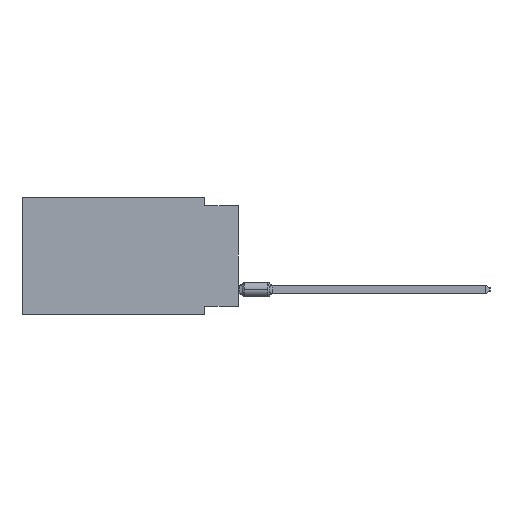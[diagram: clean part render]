
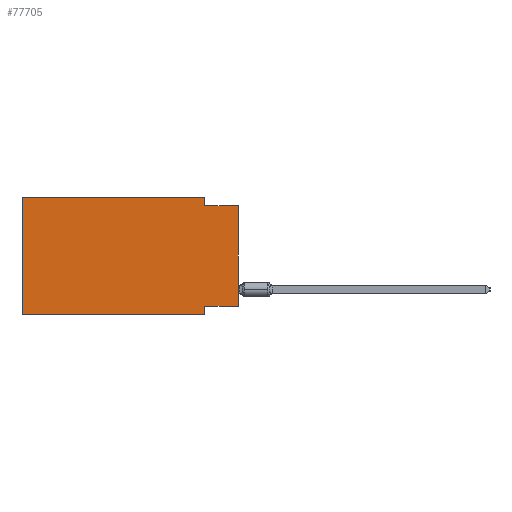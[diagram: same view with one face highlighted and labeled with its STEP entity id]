
A CAD part, left-side view. The second image highlights one B-rep face of the part: STEP entity #77705.
In plain terms, the highlighted planar face has unit normal (-1, 0, 0).
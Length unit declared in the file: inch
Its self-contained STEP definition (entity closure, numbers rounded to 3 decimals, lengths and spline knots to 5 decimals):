
#102 = CARTESIAN_POINT ( 'NONE',  ( 0., 0.645, 0. ) ) ;
#165 = LINE ( 'NONE', #51314, #27149 ) ;
#552 = ORIENTED_EDGE ( 'NONE', *, *, #48083, .T. ) ;
#1057 = VECTOR ( 'NONE', #80650, 39.37008 ) ;
#3262 = DIRECTION ( 'NONE',  ( 0., -1., 0. ) ) ;
#4616 = LINE ( 'NONE', #52734, #12119 ) ;
#4916 = DIRECTION ( 'NONE',  ( 0., 0., -1. ) ) ;
#5657 = CARTESIAN_POINT ( 'NONE',  ( 0., 0.1, 0. ) ) ;
#6489 = FACE_OUTER_BOUND ( 'NONE', #8304, .T. ) ;
#7745 = VERTEX_POINT ( 'NONE', #58806 ) ;
#8304 = EDGE_LOOP ( 'NONE', ( #41852, #14772, #9965, #63277, #71966, #552, #38845, #61415 ) ) ;
#9160 = VERTEX_POINT ( 'NONE', #71504 ) ;
#9307 = CARTESIAN_POINT ( 'NONE',  ( 0., 0.1, 0. ) ) ;
#9965 = ORIENTED_EDGE ( 'NONE', *, *, #13618, .F. ) ;
#10324 = CARTESIAN_POINT ( 'NONE',  ( 0., 0., -0.325 ) ) ;
#11808 = LINE ( 'NONE', #39725, #13451 ) ;
#12119 = VECTOR ( 'NONE', #3262, 39.37008 ) ;
#13451 = VECTOR ( 'NONE', #4916, 39.37008 ) ;
#13618 = EDGE_CURVE ( 'NONE', #67776, #32004, #29474, .T. ) ;
#14193 = EDGE_CURVE ( 'NONE', #51810, #67776, #73339, .T. ) ;
#14772 = ORIENTED_EDGE ( 'NONE', *, *, #71714, .F. ) ;
#15700 = DIRECTION ( 'NONE',  ( 0., 0., 1. ) ) ;
#16876 = VERTEX_POINT ( 'NONE', #32336 ) ;
#17085 = CARTESIAN_POINT ( 'NONE',  ( 0., 0., -0.025 ) ) ;
#17092 = VECTOR ( 'NONE', #52354, 39.37008 ) ;
#22598 = DIRECTION ( 'NONE',  ( 0., 0., -1. ) ) ;
#22625 = VERTEX_POINT ( 'NONE', #74906 ) ;
#27149 = VECTOR ( 'NONE', #36649, 39.37008 ) ;
#27267 = VECTOR ( 'NONE', #22598, 39.37008 ) ;
#28012 = DIRECTION ( 'NONE',  ( 1., 0., 0. ) ) ;
#29474 = LINE ( 'NONE', #9307, #27267 ) ;
#32004 = VERTEX_POINT ( 'NONE', #47624 ) ;
#32336 = CARTESIAN_POINT ( 'NONE',  ( 0., 0., -0.025 ) ) ;
#32501 = CARTESIAN_POINT ( 'NONE',  ( 0., 0.1, -0.35 ) ) ;
#36649 = DIRECTION ( 'NONE',  ( 0., 0., 1. ) ) ;
#37253 = EDGE_CURVE ( 'NONE', #7745, #51810, #65179, .T. ) ;
#38676 = DIRECTION ( 'NONE',  ( 0., 1., 0. ) ) ;
#38845 = ORIENTED_EDGE ( 'NONE', *, *, #75601, .F. ) ;
#39725 = CARTESIAN_POINT ( 'NONE',  ( 0., 0.1, -0.35 ) ) ;
#41852 = ORIENTED_EDGE ( 'NONE', *, *, #70240, .T. ) ;
#46827 = VECTOR ( 'NONE', #38676, 39.37008 ) ;
#47624 = CARTESIAN_POINT ( 'NONE',  ( 0., 0.1, -0.025 ) ) ;
#48083 = EDGE_CURVE ( 'NONE', #7745, #87619, #4616, .T. ) ;
#48625 = PLANE ( 'NONE',  #67957 ) ;
#51314 = CARTESIAN_POINT ( 'NONE',  ( 0., 0., 0. ) ) ;
#51810 = VERTEX_POINT ( 'NONE', #64459 ) ;
#51883 = LINE ( 'NONE', #17085, #17092 ) ;
#52354 = DIRECTION ( 'NONE',  ( 0., -1., 0. ) ) ;
#52457 = LINE ( 'NONE', #10324, #46827 ) ;
#52734 = CARTESIAN_POINT ( 'NONE',  ( 0., 0.645, -0.35 ) ) ;
#58806 = CARTESIAN_POINT ( 'NONE',  ( 0., 0.645, -0.35 ) ) ;
#59207 = EDGE_CURVE ( 'NONE', #22625, #9160, #52457, .T. ) ;
#61415 = ORIENTED_EDGE ( 'NONE', *, *, #59207, .F. ) ;
#63277 = ORIENTED_EDGE ( 'NONE', *, *, #14193, .F. ) ;
#64459 = CARTESIAN_POINT ( 'NONE',  ( 0., 0.645, 0. ) ) ;
#65179 = LINE ( 'NONE', #65624, #73270 ) ;
#65624 = CARTESIAN_POINT ( 'NONE',  ( 0., 0.645, 0. ) ) ;
#67776 = VERTEX_POINT ( 'NONE', #5657 ) ;
#67957 = AXIS2_PLACEMENT_3D ( 'NONE', #102, #28012, #76150 ) ;
#70240 = EDGE_CURVE ( 'NONE', #22625, #16876, #165, .T. ) ;
#71504 = CARTESIAN_POINT ( 'NONE',  ( 0., 0.1, -0.325 ) ) ;
#71714 = EDGE_CURVE ( 'NONE', #32004, #16876, #51883, .T. ) ;
#71966 = ORIENTED_EDGE ( 'NONE', *, *, #37253, .F. ) ;
#73270 = VECTOR ( 'NONE', #15700, 39.37008 ) ;
#73339 = LINE ( 'NONE', #87061, #1057 ) ;
#74906 = CARTESIAN_POINT ( 'NONE',  ( 0., 0., -0.325 ) ) ;
#75601 = EDGE_CURVE ( 'NONE', #9160, #87619, #11808, .T. ) ;
#76150 = DIRECTION ( 'NONE',  ( 0., 0., -1. ) ) ;
#77705 = ADVANCED_FACE ( 'NONE', ( #6489 ), #48625, .F. ) ;
#80650 = DIRECTION ( 'NONE',  ( 0., -1., 0. ) ) ;
#87061 = CARTESIAN_POINT ( 'NONE',  ( 0., 0.645, 0. ) ) ;
#87619 = VERTEX_POINT ( 'NONE', #32501 ) ;
